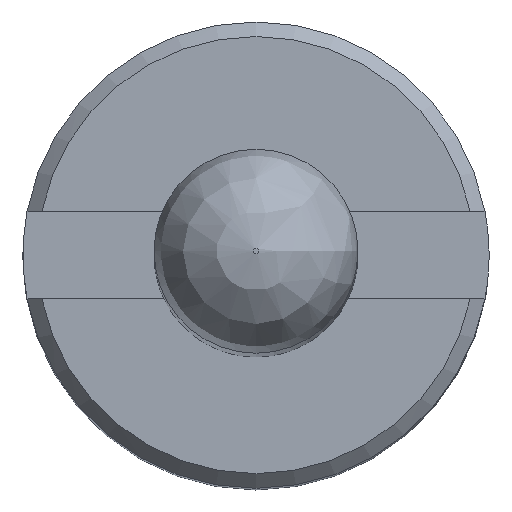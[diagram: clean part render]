
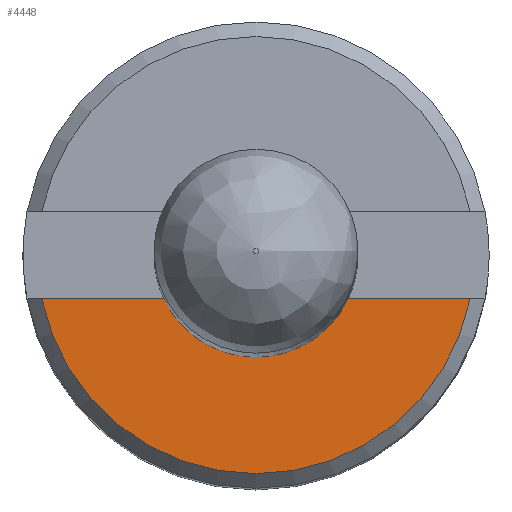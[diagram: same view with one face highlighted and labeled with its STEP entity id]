
A CAD part, top view. The second image highlights one B-rep face of the part: STEP entity #4448.
In plain terms, the highlighted face is planar.
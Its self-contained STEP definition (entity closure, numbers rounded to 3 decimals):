
#104=PLANE('',#4696);
#191=CIRCLE('',#4697,7.5);
#192=CIRCLE('',#4698,3.5);
#481=FACE_OUTER_BOUND('',#745,.T.);
#745=EDGE_LOOP('',(#3797,#3798,#3799,#3800));
#1012=LINE('',#10841,#1284);
#1018=LINE('',#10861,#1290);
#1284=VECTOR('',#5296,10.);
#1290=VECTOR('',#5304,10.);
#1948=VERTEX_POINT('',#10837);
#1950=VERTEX_POINT('',#10840);
#1954=VERTEX_POINT('',#10851);
#1957=VERTEX_POINT('',#10857);
#2558=EDGE_CURVE('',#1950,#1948,#1012,.T.);
#2566=EDGE_CURVE('',#1954,#1957,#1018,.T.);
#2589=EDGE_CURVE('',#1957,#1950,#191,.T.);
#2590=EDGE_CURVE('',#1954,#1948,#192,.T.);
#3797=ORIENTED_EDGE('',*,*,#2566,.T.);
#3798=ORIENTED_EDGE('',*,*,#2589,.T.);
#3799=ORIENTED_EDGE('',*,*,#2558,.T.);
#3800=ORIENTED_EDGE('',*,*,#2590,.F.);
#4448=ADVANCED_FACE('',(#481),#104,.T.);
#4696=AXIS2_PLACEMENT_3D('',#10907,#5348,#5349);
#4697=AXIS2_PLACEMENT_3D('',#10908,#5350,#5351);
#4698=AXIS2_PLACEMENT_3D('',#10909,#5352,#5353);
#5296=DIRECTION('',(0.,1.,0.));
#5304=DIRECTION('',(0.,1.,0.));
#5348=DIRECTION('center_axis',(1.,0.,0.));
#5349=DIRECTION('ref_axis',(0.,0.,-1.));
#5350=DIRECTION('center_axis',(1.,0.,0.));
#5351=DIRECTION('ref_axis',(0.,1.,0.));
#5352=DIRECTION('center_axis',(1.,0.,0.));
#5353=DIRECTION('ref_axis',(0.,1.,0.));
#10837=CARTESIAN_POINT('',(200.,-3.162,1.5));
#10840=CARTESIAN_POINT('',(200.,-7.348,1.5));
#10841=CARTESIAN_POINT('',(200.,6.923,1.5));
#10851=CARTESIAN_POINT('',(200.,3.162,1.5));
#10857=CARTESIAN_POINT('',(200.,7.348,1.5));
#10861=CARTESIAN_POINT('',(200.,6.923,1.5));
#10907=CARTESIAN_POINT('Origin',(200.,5.5,0.));
#10908=CARTESIAN_POINT('Origin',(200.,0.,0.));
#10909=CARTESIAN_POINT('Origin',(200.,0.,0.));
